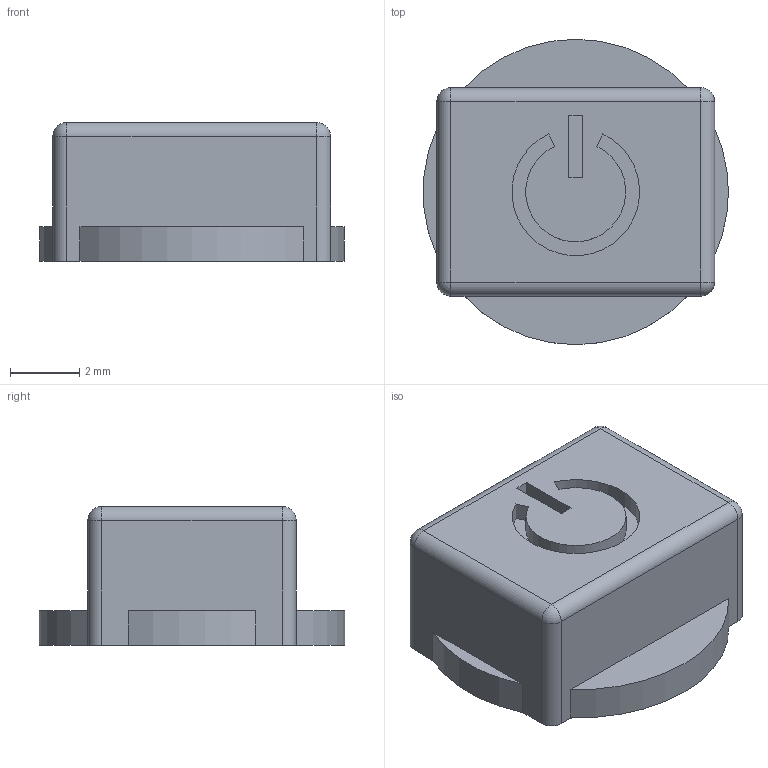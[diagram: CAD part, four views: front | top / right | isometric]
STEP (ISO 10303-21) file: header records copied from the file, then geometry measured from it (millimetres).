
FILE_DESCRIPTION(('FreeCAD Model'),'2;1');
FILE_NAME('Open CASCADE Shape Model','2021-10-21T09:47:17',('Author'),( ''),'Open CASCADE STEP processor 7.5','FreeCAD','Unknown');
FILE_SCHEMA(('AUTOMOTIVE_DESIGN { 1 0 10303 214 1 1 1 1 }'));
Length unit declared in the file: millimetre
Products named in the file (1): Button_Power
Bounding box: 8.78 x 8.8 x 4 mm (x, y, z)
Volume: 202.8 mm3; surface area: 242.4 mm2
Topology: 1 solids, 1 shells, 45 faces, 99 edges, 54 vertices
Faces by surface type: plane 26, cylinder 15, sphere 4
Entity records: 2484 total; most frequent: CARTESIAN_POINT 481, DIRECTION 395, LINE 225, VECTOR 225, ORIENTED_EDGE 190, PCURVE 190, DEFINITIONAL_REPRESENTATION 190, EDGE_CURVE 95
